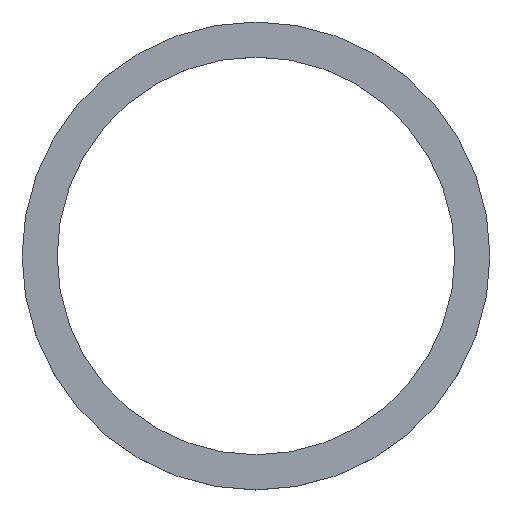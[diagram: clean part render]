
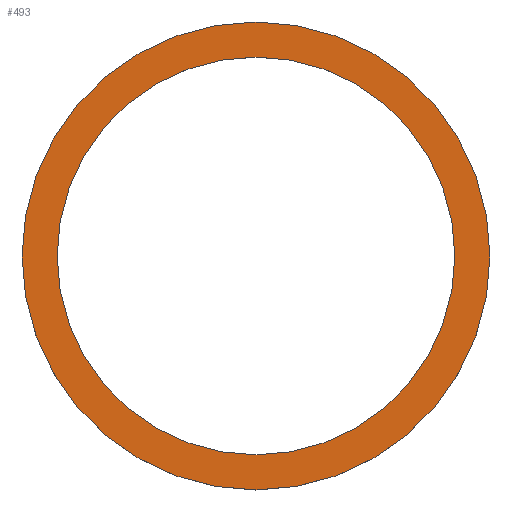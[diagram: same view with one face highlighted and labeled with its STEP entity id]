
A CAD part, top view. The second image highlights one B-rep face of the part: STEP entity #493.
In plain terms, the highlighted planar face has unit normal (0, 0, 1).
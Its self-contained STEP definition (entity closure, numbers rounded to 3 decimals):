
#1 = CARTESIAN_POINT ( 'NONE',  ( 0., 0., 0. ) ) ;
#28 = ORIENTED_EDGE ( 'NONE', *, *, #248, .T. ) ;
#60 = PLANE ( 'NONE',  #276 ) ;
#62 = DIRECTION ( 'NONE',  ( 0., 0., 1. ) ) ;
#71 = EDGE_LOOP ( 'NONE', ( #380, #371 ) ) ;
#74 = VERTEX_POINT ( 'NONE', #131 ) ;
#79 = CARTESIAN_POINT ( 'NONE',  ( 90., 0., 0. ) ) ;
#97 = DIRECTION ( 'NONE',  ( 0., 0., 1. ) ) ;
#99 = AXIS2_PLACEMENT_3D ( 'NONE', #434, #392, #347 ) ;
#101 = CARTESIAN_POINT ( 'NONE',  ( 0., 0., 0. ) ) ;
#104 = AXIS2_PLACEMENT_3D ( 'NONE', #1, #62, #149 ) ;
#112 = VERTEX_POINT ( 'NONE', #522 ) ;
#117 = AXIS2_PLACEMENT_3D ( 'NONE', #101, #97, #304 ) ;
#131 = CARTESIAN_POINT ( 'NONE',  ( -90., 0., 0. ) ) ;
#149 = DIRECTION ( 'NONE',  ( 1., 0., 0. ) ) ;
#152 = DIRECTION ( 'NONE',  ( 0., 0., 1. ) ) ;
#176 = DIRECTION ( 'NONE',  ( 1., 0., 0. ) ) ;
#196 = FACE_OUTER_BOUND ( 'NONE', #417, .T. ) ;
#212 = FACE_BOUND ( 'NONE', #71, .T. ) ;
#228 = CIRCLE ( 'NONE', #99, 90. ) ;
#229 = AXIS2_PLACEMENT_3D ( 'NONE', #321, #152, #176 ) ;
#244 = VERTEX_POINT ( 'NONE', #79 ) ;
#246 = CIRCLE ( 'NONE', #117, 76.5 ) ;
#248 = EDGE_CURVE ( 'NONE', #244, #74, #482, .T. ) ;
#276 = AXIS2_PLACEMENT_3D ( 'NONE', #509, #475, #473 ) ;
#304 = DIRECTION ( 'NONE',  ( 1., 0., 0. ) ) ;
#321 = CARTESIAN_POINT ( 'NONE',  ( 0., 0., 0. ) ) ;
#337 = ORIENTED_EDGE ( 'NONE', *, *, #450, .T. ) ;
#347 = DIRECTION ( 'NONE',  ( 1., 0., 0. ) ) ;
#357 = EDGE_CURVE ( 'NONE', #438, #112, #528, .T. ) ;
#371 = ORIENTED_EDGE ( 'NONE', *, *, #464, .F. ) ;
#380 = ORIENTED_EDGE ( 'NONE', *, *, #357, .F. ) ;
#392 = DIRECTION ( 'NONE',  ( 0., 0., 1. ) ) ;
#417 = EDGE_LOOP ( 'NONE', ( #28, #337 ) ) ;
#434 = CARTESIAN_POINT ( 'NONE',  ( 0., 0., 0. ) ) ;
#438 = VERTEX_POINT ( 'NONE', #440 ) ;
#440 = CARTESIAN_POINT ( 'NONE',  ( 76.5, 0., 0. ) ) ;
#450 = EDGE_CURVE ( 'NONE', #74, #244, #228, .T. ) ;
#464 = EDGE_CURVE ( 'NONE', #112, #438, #246, .T. ) ;
#473 = DIRECTION ( 'NONE',  ( -1., 0., 0. ) ) ;
#475 = DIRECTION ( 'NONE',  ( 0., 0., -1. ) ) ;
#482 = CIRCLE ( 'NONE', #104, 90. ) ;
#493 = ADVANCED_FACE ( 'NONE', ( #212, #196 ), #60, .F. ) ;
#509 = CARTESIAN_POINT ( 'NONE',  ( 0., 76.5, 0. ) ) ;
#522 = CARTESIAN_POINT ( 'NONE',  ( -76.5, 0., 0. ) ) ;
#528 = CIRCLE ( 'NONE', #229, 76.5 ) ;
